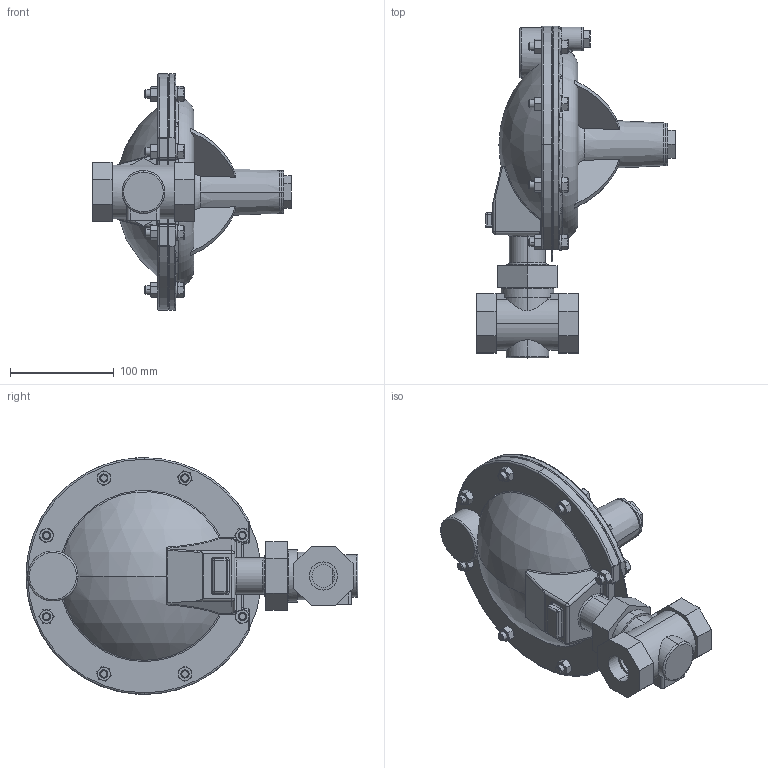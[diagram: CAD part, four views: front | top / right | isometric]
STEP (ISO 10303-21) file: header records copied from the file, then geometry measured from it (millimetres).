
FILE_DESCRIPTION (( 'STEP AP203' ), '1' );
FILE_NAME ('608IS-075-CS+S6-SW.STEP', '2017-09-07T14:32:22', ( '' ), ( '' ), 'SwSTEP 2.0', 'SolidWorks 2014', '' );
FILE_SCHEMA (( 'CONFIG_CONTROL_DESIGN' ));
Length unit declared in the file: inch
Products named in the file (1): 608IS-075-CS+S6-SW
Bounding box: 191.99 x 320.52 x 228.6 mm (x, y, z)
Volume: 2243160.6 mm3; surface area: 188698.9 mm2
Topology: 1 solids, 1 shells, 664 faces, 1597 edges, 956 vertices
Faces by surface type: plane 275, cone 168, cylinder 139, torus 51, sphere 16, bspline 15
Entity records: 23808 total; most frequent: CARTESIAN_POINT 8852, ORIENTED_EDGE 3164, DIRECTION 3045, EDGE_CURVE 1582, AXIS2_PLACEMENT_3D 1230, VERTEX_POINT 956, EDGE_LOOP 716, ADVANCED_FACE 664
